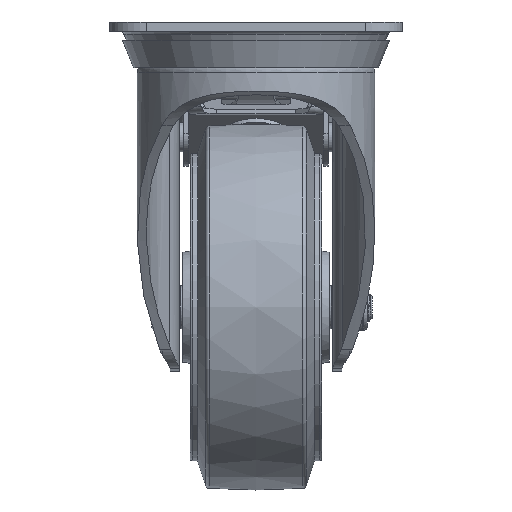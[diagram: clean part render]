
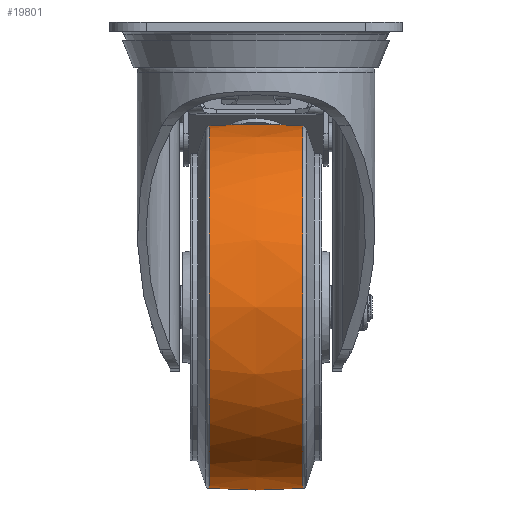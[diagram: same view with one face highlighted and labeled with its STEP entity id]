
A CAD part, left-side view. The second image highlights one B-rep face of the part: STEP entity #19801.
In plain terms, the highlighted free-form (B-spline) face has degree [2, 2] with [3, 9] control points.
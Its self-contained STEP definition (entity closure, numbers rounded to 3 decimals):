
#648=(
BOUNDED_SURFACE()
B_SPLINE_SURFACE(2,2,((#48130,#48131,#48132,#48133,#48134,#48135,#48136,
#48137,#48138),(#48139,#48140,#48141,#48142,#48143,#48144,#48145,#48146,
#48147),(#48148,#48149,#48150,#48151,#48152,#48153,#48154,#48155,#48156)),
 .UNSPECIFIED.,.F.,.T.,.F.)
B_SPLINE_SURFACE_WITH_KNOTS((3,3),(3,2,2,2,3),(-0.07,0.07),
(-3.142,-1.571,0.,1.571,3.142),
 .UNSPECIFIED.)
GEOMETRIC_REPRESENTATION_ITEM()
RATIONAL_B_SPLINE_SURFACE(((1.,0.707,1.,0.707,1.,
0.707,1.,0.707,1.),(0.998,0.705,
0.998,0.705,0.998,0.705,0.998,
0.705,0.998),(1.,0.707,1.,0.707,
1.,0.707,1.,0.707,1.)))
REPRESENTATION_ITEM('')
SURFACE()
);
#5754=FACE_OUTER_BOUND('',#6924,.T.);
#6924=EDGE_LOOP('',(#18226,#18227,#18228,#18229));
#7969=CIRCLE('',#22068,49.548);
#7970=CIRCLE('',#22069,182.5);
#7971=CIRCLE('',#22070,49.548);
#9879=VERTEX_POINT('',#48127);
#9880=VERTEX_POINT('',#48157);
#12713=EDGE_CURVE('',#9879,#9879,#7969,.T.);
#12714=EDGE_CURVE('',#9879,#9880,#7970,.T.);
#12715=EDGE_CURVE('',#9880,#9880,#7971,.T.);
#18226=ORIENTED_EDGE('',*,*,#12713,.F.);
#18227=ORIENTED_EDGE('',*,*,#12714,.T.);
#18228=ORIENTED_EDGE('',*,*,#12715,.T.);
#18229=ORIENTED_EDGE('',*,*,#12714,.F.);
#19801=ADVANCED_FACE('',(#5754),#648,.F.);
#22068=AXIS2_PLACEMENT_3D('',#48129,#27293,#27294);
#22069=AXIS2_PLACEMENT_3D('',#48158,#27295,#27296);
#22070=AXIS2_PLACEMENT_3D('',#48159,#27297,#27298);
#27293=DIRECTION('center_axis',(0.,-1.,0.));
#27294=DIRECTION('ref_axis',(0.,0.,
1.));
#27295=DIRECTION('center_axis',(-1.,0.,0.));
#27296=DIRECTION('ref_axis',(0.,0.,
1.));
#27297=DIRECTION('center_axis',(0.,-1.,0.));
#27298=DIRECTION('ref_axis',(0.,0.,
1.));
#48127=CARTESIAN_POINT('',(0.,-12.833,49.548));
#48129=CARTESIAN_POINT('Origin',(0.,-12.833,
0.));
#48130=CARTESIAN_POINT('Ctrl Pts',(0.,12.833,
49.548));
#48131=CARTESIAN_POINT('Ctrl Pts',(-49.548,12.833,49.548));
#48132=CARTESIAN_POINT('Ctrl Pts',(-49.548,12.833,0.));
#48133=CARTESIAN_POINT('Ctrl Pts',(-49.548,12.833,-49.548));
#48134=CARTESIAN_POINT('Ctrl Pts',(0.,12.833,
-49.548));
#48135=CARTESIAN_POINT('Ctrl Pts',(49.548,12.833,-49.548));
#48136=CARTESIAN_POINT('Ctrl Pts',(49.548,12.833,0.));
#48137=CARTESIAN_POINT('Ctrl Pts',(49.548,12.833,49.548));
#48138=CARTESIAN_POINT('Ctrl Pts',(0.,12.833,
49.548));
#48139=CARTESIAN_POINT('Ctrl Pts',(0.,0.,
50.453));
#48140=CARTESIAN_POINT('Ctrl Pts',(-50.453,0.,
50.453));
#48141=CARTESIAN_POINT('Ctrl Pts',(-50.453,0.,
0.));
#48142=CARTESIAN_POINT('Ctrl Pts',(-50.453,0.,
-50.453));
#48143=CARTESIAN_POINT('Ctrl Pts',(0.,0.,
-50.453));
#48144=CARTESIAN_POINT('Ctrl Pts',(50.453,0.,
-50.453));
#48145=CARTESIAN_POINT('Ctrl Pts',(50.453,0.,
0.));
#48146=CARTESIAN_POINT('Ctrl Pts',(50.453,0.,
50.453));
#48147=CARTESIAN_POINT('Ctrl Pts',(0.,0.,
50.453));
#48148=CARTESIAN_POINT('Ctrl Pts',(0.,-12.833,
49.548));
#48149=CARTESIAN_POINT('Ctrl Pts',(-49.548,-12.833,
49.548));
#48150=CARTESIAN_POINT('Ctrl Pts',(-49.548,-12.833,
0.));
#48151=CARTESIAN_POINT('Ctrl Pts',(-49.548,-12.833,
-49.548));
#48152=CARTESIAN_POINT('Ctrl Pts',(0.,-12.833,
-49.548));
#48153=CARTESIAN_POINT('Ctrl Pts',(49.548,-12.833,-49.548));
#48154=CARTESIAN_POINT('Ctrl Pts',(49.548,-12.833,0.));
#48155=CARTESIAN_POINT('Ctrl Pts',(49.548,-12.833,49.548));
#48156=CARTESIAN_POINT('Ctrl Pts',(0.,-12.833,
49.548));
#48157=CARTESIAN_POINT('',(0.,12.833,49.548));
#48158=CARTESIAN_POINT('Origin',(0.,0.,
-132.5));
#48159=CARTESIAN_POINT('Origin',(0.,12.833,
0.));
